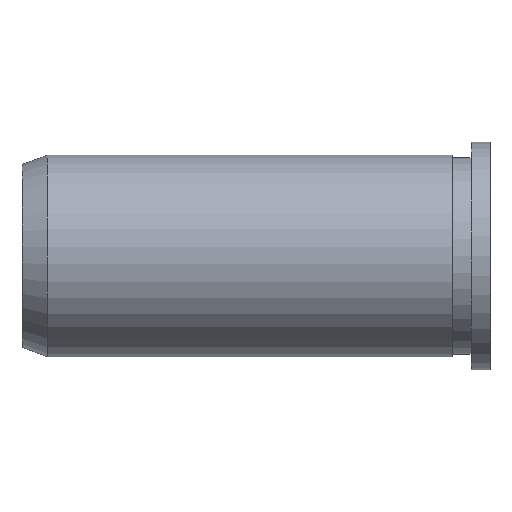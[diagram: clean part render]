
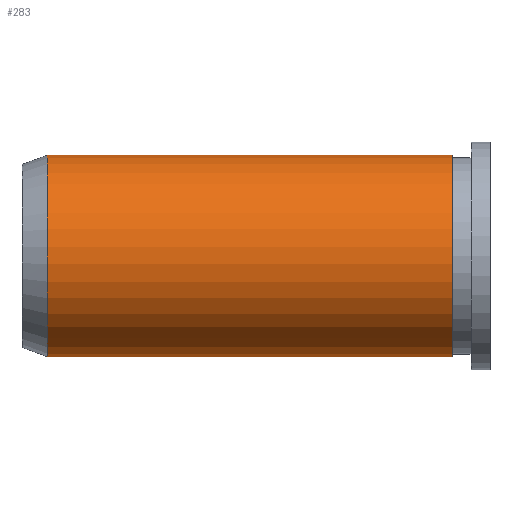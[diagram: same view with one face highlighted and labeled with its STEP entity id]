
A CAD part, top view. The second image highlights one B-rep face of the part: STEP entity #283.
In plain terms, the highlighted cylindrical face has radius 8 mm (diameter 16 mm), a partial arc.
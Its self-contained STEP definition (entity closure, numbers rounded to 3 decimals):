
#22 = CARTESIAN_POINT ( 'NONE',  ( -38.588, -7.965, 0.75 ) ) ;
#28 = VECTOR ( 'NONE', #102, 1000. ) ;
#32 = DIRECTION ( 'NONE',  ( -1., 0., 0. ) ) ;
#35 = ORIENTED_EDGE ( 'NONE', *, *, #356, .T. ) ;
#40 = EDGE_CURVE ( 'NONE', #247, #60, #114, .T. ) ;
#45 = CARTESIAN_POINT ( 'NONE',  ( -3., -7.965, -0.75 ) ) ;
#52 = DIRECTION ( 'NONE',  ( -1., 0., 0. ) ) ;
#54 = CIRCLE ( 'NONE', #176, 8. ) ;
#60 = VERTEX_POINT ( 'NONE', #284 ) ;
#76 = CYLINDRICAL_SURFACE ( 'NONE', #361, 8. ) ;
#85 = VERTEX_POINT ( 'NONE', #45 ) ;
#89 = CARTESIAN_POINT ( 'NONE',  ( -38.588, -7.965, -0.75 ) ) ;
#102 = DIRECTION ( 'NONE',  ( -1., 0., 0. ) ) ;
#106 = VERTEX_POINT ( 'NONE', #150 ) ;
#114 = CIRCLE ( 'NONE', #219, 8. ) ;
#146 = DIRECTION ( 'NONE',  ( 0., 0., 1. ) ) ;
#150 = CARTESIAN_POINT ( 'NONE',  ( -3., -7.965, 0.75 ) ) ;
#176 = AXIS2_PLACEMENT_3D ( 'NONE', #202, #360, #262 ) ;
#202 = CARTESIAN_POINT ( 'NONE',  ( -3., 0., 0. ) ) ;
#212 = ORIENTED_EDGE ( 'NONE', *, *, #233, .F. ) ;
#219 = AXIS2_PLACEMENT_3D ( 'NONE', #344, #52, #146 ) ;
#225 = LINE ( 'NONE', #22, #267 ) ;
#231 = ORIENTED_EDGE ( 'NONE', *, *, #40, .F. ) ;
#233 = EDGE_CURVE ( 'NONE', #106, #247, #225, .T. ) ;
#247 = VERTEX_POINT ( 'NONE', #294 ) ;
#256 = FACE_OUTER_BOUND ( 'NONE', #276, .T. ) ;
#261 = EDGE_CURVE ( 'NONE', #85, #60, #420, .T. ) ;
#262 = DIRECTION ( 'NONE',  ( 0., 0., 1. ) ) ;
#267 = VECTOR ( 'NONE', #296, 1000. ) ;
#276 = EDGE_LOOP ( 'NONE', ( #35, #410, #231, #212 ) ) ;
#283 = ADVANCED_FACE ( 'NONE', ( #256 ), #76, .T. ) ;
#284 = CARTESIAN_POINT ( 'NONE',  ( -35., -7.965, -0.75 ) ) ;
#294 = CARTESIAN_POINT ( 'NONE',  ( -35., -7.965, 0.75 ) ) ;
#296 = DIRECTION ( 'NONE',  ( -1., 0., 0. ) ) ;
#328 = CARTESIAN_POINT ( 'NONE',  ( -38.588, 0., 0. ) ) ;
#344 = CARTESIAN_POINT ( 'NONE',  ( -35., 0., 0. ) ) ;
#356 = EDGE_CURVE ( 'NONE', #106, #85, #54, .T. ) ;
#360 = DIRECTION ( 'NONE',  ( -1., 0., 0. ) ) ;
#361 = AXIS2_PLACEMENT_3D ( 'NONE', #328, #32, #427 ) ;
#410 = ORIENTED_EDGE ( 'NONE', *, *, #261, .T. ) ;
#420 = LINE ( 'NONE', #89, #28 ) ;
#427 = DIRECTION ( 'NONE',  ( 0., 0., 1. ) ) ;
